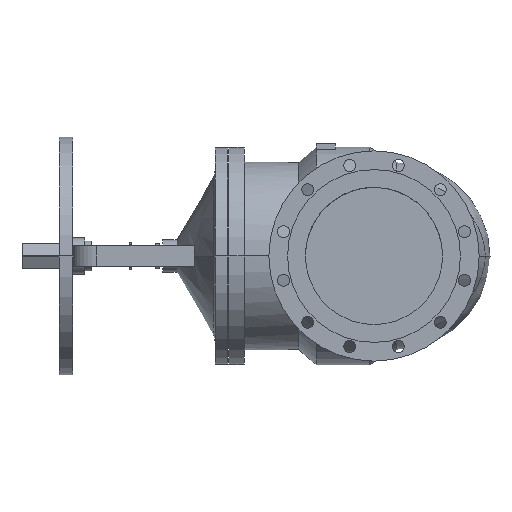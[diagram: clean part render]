
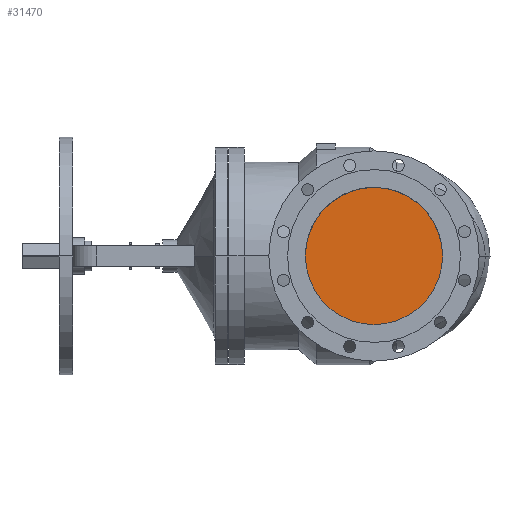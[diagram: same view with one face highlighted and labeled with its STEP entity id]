
A CAD part, left-side view. The second image highlights one B-rep face of the part: STEP entity #31470.
In plain terms, the highlighted planar face has unit normal (-1, 0, 0).
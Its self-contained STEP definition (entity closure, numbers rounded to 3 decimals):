
#18700=CARTESIAN_POINT('',(1.,-150.,0.));
#18710=VERTEX_POINT('',#18700);
#18740=CARTESIAN_POINT('',(1.,0.,0.));
#18750=DIRECTION('',(-1.,0.,0.));
#18760=DIRECTION('',(0.,1.,0.));
#18770=AXIS2_PLACEMENT_3D('',#18740,#18750,#18760);
#18780=CIRCLE('',#18770,150.);
#18790=CARTESIAN_POINT('',(1.,150.,0.));
#18800=VERTEX_POINT('',#18790);
#18810=EDGE_CURVE('',#18710,#18800,#18780,.T.);
#31370=CARTESIAN_POINT('',(1.,75.,0.));
#31380=DIRECTION('',(1.,0.,0.));
#31390=DIRECTION('',(0.,-1.,0.));
#31400=AXIS2_PLACEMENT_3D('',#31370,#31380,#31390);
#31410=PLANE('',#31400);
#31420=EDGE_CURVE('',#18800,#18710,#18780,.T.);
#31430=ORIENTED_EDGE('',*,*,#31420,.T.);
#31440=ORIENTED_EDGE('',*,*,#18810,.T.);
#31450=EDGE_LOOP('',(#31440,#31430));
#31460=FACE_OUTER_BOUND('',#31450,.T.);
#31470=ADVANCED_FACE('',(#31460),#31410,.F.);
